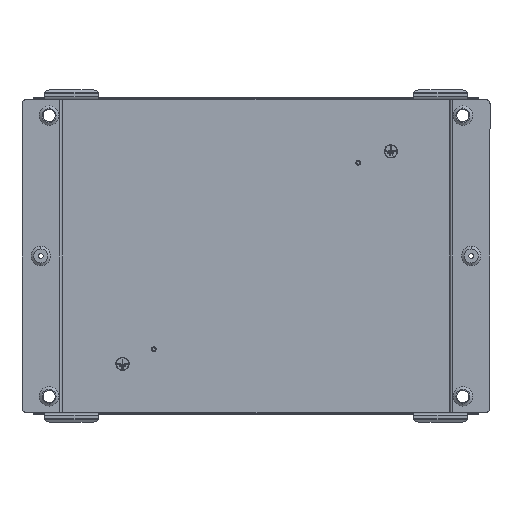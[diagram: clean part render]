
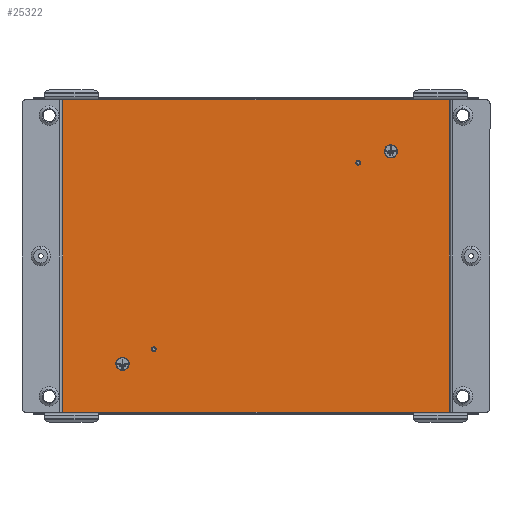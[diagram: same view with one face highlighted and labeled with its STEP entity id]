
A CAD part, front view. The second image highlights one B-rep face of the part: STEP entity #25322.
In plain terms, the highlighted planar face has unit normal (0, -1, 0).
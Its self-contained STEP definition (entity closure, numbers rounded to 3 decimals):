
#585 = CARTESIAN_POINT ( 'NONE',  ( 288.75, -1.5, 234. ) ) ;
#890 = VECTOR ( 'NONE', #12804, 1000. ) ;
#2716 = DIRECTION ( 'NONE',  ( 0., 0., -1. ) ) ;
#2884 = CARTESIAN_POINT ( 'NONE',  ( 288.75, -1.5, -234. ) ) ;
#3296 = VECTOR ( 'NONE', #5059, 1000. ) ;
#4760 = VECTOR ( 'NONE', #10856, 1000. ) ;
#5050 = LINE ( 'NONE', #15375, #890 ) ;
#5059 = DIRECTION ( 'NONE',  ( -1., 0., 0. ) ) ;
#5107 = LINE ( 'NONE', #18032, #4760 ) ;
#5623 = DIRECTION ( 'NONE',  ( 1., 0., 0. ) ) ;
#7425 = VERTEX_POINT ( 'NONE', #14531 ) ;
#10230 = CARTESIAN_POINT ( 'NONE',  ( -288.75, -1.5, -234. ) ) ;
#10778 = EDGE_CURVE ( 'NONE', #11215, #7425, #5050, .T. ) ;
#10856 = DIRECTION ( 'NONE',  ( 0., 0., -1. ) ) ;
#10949 = ORIENTED_EDGE ( 'NONE', *, *, #31263, .F. ) ;
#11215 = VERTEX_POINT ( 'NONE', #10230 ) ;
#12804 = DIRECTION ( 'NONE',  ( 0., 0., 1. ) ) ;
#13047 = CARTESIAN_POINT ( 'NONE',  ( 0., -1.5, 0. ) ) ;
#13735 = CARTESIAN_POINT ( 'NONE',  ( -288.75, -1.5, 234. ) ) ;
#14531 = CARTESIAN_POINT ( 'NONE',  ( -288.75, -1.5, 234. ) ) ;
#15375 = CARTESIAN_POINT ( 'NONE',  ( -288.75, -1.5, -237. ) ) ;
#15441 = VERTEX_POINT ( 'NONE', #585 ) ;
#16899 = EDGE_CURVE ( 'NONE', #29862, #11215, #30928, .T. ) ;
#17838 = DIRECTION ( 'NONE',  ( 0., -1., 0. ) ) ;
#18032 = CARTESIAN_POINT ( 'NONE',  ( 288.75, -1.5, 237. ) ) ;
#20958 = EDGE_CURVE ( 'NONE', #15441, #29862, #5107, .T. ) ;
#21944 = FACE_OUTER_BOUND ( 'NONE', #27000, .T. ) ;
#21974 = ORIENTED_EDGE ( 'NONE', *, *, #20958, .F. ) ;
#22334 = ORIENTED_EDGE ( 'NONE', *, *, #10778, .F. ) ;
#23931 = AXIS2_PLACEMENT_3D ( 'NONE', #13047, #17838, #2716 ) ;
#24151 = LINE ( 'NONE', #13735, #25984 ) ;
#25322 = ADVANCED_FACE ( 'NONE', ( #21944 ), #32345, .T. ) ;
#25984 = VECTOR ( 'NONE', #5623, 1000. ) ;
#27000 = EDGE_LOOP ( 'NONE', ( #22334, #32262, #21974, #10949 ) ) ;
#29862 = VERTEX_POINT ( 'NONE', #2884 ) ;
#30767 = CARTESIAN_POINT ( 'NONE',  ( 288.75, -1.5, -234. ) ) ;
#30928 = LINE ( 'NONE', #30767, #3296 ) ;
#31263 = EDGE_CURVE ( 'NONE', #7425, #15441, #24151, .T. ) ;
#32262 = ORIENTED_EDGE ( 'NONE', *, *, #16899, .F. ) ;
#32345 = PLANE ( 'NONE',  #23931 ) ;
